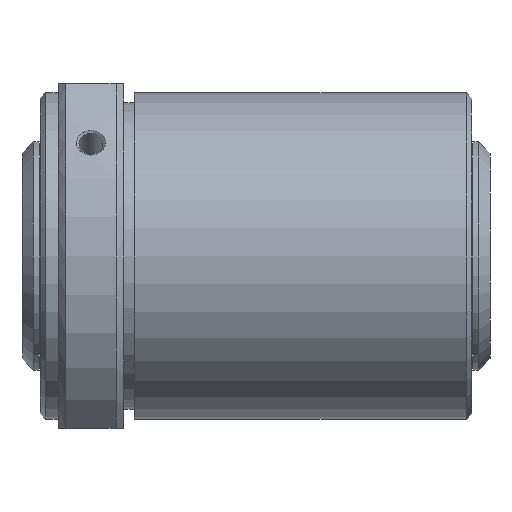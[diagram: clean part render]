
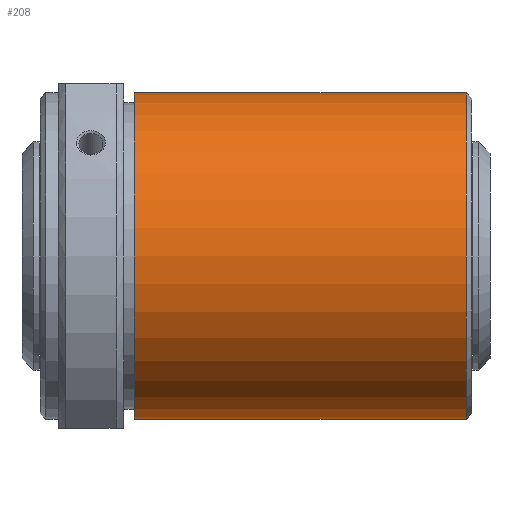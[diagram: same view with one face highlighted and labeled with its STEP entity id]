
A CAD part, front view. The second image highlights one B-rep face of the part: STEP entity #208.
In plain terms, the highlighted cylindrical face has radius 45 mm (diameter 90 mm), a full revolution.
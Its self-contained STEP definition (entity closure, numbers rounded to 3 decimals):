
#208 = ADVANCED_FACE( '', ( #338, #339 ), #340, .T. );
#338 = FACE_OUTER_BOUND( '', #473, .T. );
#339 = FACE_OUTER_BOUND( '', #474, .T. );
#340 = CYLINDRICAL_SURFACE( '', #475, 45. );
#473 = EDGE_LOOP( '', ( #723 ) );
#474 = EDGE_LOOP( '', ( #724 ) );
#475 = AXIS2_PLACEMENT_3D( '', #725, #726, #727 );
#723 = ORIENTED_EDGE( '', *, *, #800, .T. );
#724 = ORIENTED_EDGE( '', *, *, #801, .F. );
#725 = CARTESIAN_POINT( '', ( 119., 0., 0. ) );
#726 = DIRECTION( '', ( -1., 0., 0. ) );
#727 = DIRECTION( '', ( 0., 0., -1. ) );
#800 = EDGE_CURVE( '', #919, #919, #920, .T. );
#801 = EDGE_CURVE( '', #921, #921, #922, .T. );
#919 = VERTEX_POINT( '', #1201 );
#920 = CIRCLE( '', #1202, 45. );
#921 = VERTEX_POINT( '', #1203 );
#922 = CIRCLE( '', #1204, 45. );
#1201 = CARTESIAN_POINT( '', ( 26., 0., -45. ) );
#1202 = AXIS2_PLACEMENT_3D( '', #1347, #1348, #1349 );
#1203 = CARTESIAN_POINT( '', ( 117.5, 0., -45. ) );
#1204 = AXIS2_PLACEMENT_3D( '', #1350, #1351, #1352 );
#1347 = CARTESIAN_POINT( '', ( 26., 0., 0. ) );
#1348 = DIRECTION( '', ( 1., 0., 0. ) );
#1349 = DIRECTION( '', ( 0., 0., -1. ) );
#1350 = CARTESIAN_POINT( '', ( 117.5, 0., 0. ) );
#1351 = DIRECTION( '', ( 1., 0., 0. ) );
#1352 = DIRECTION( '', ( 0., 0., -1. ) );
